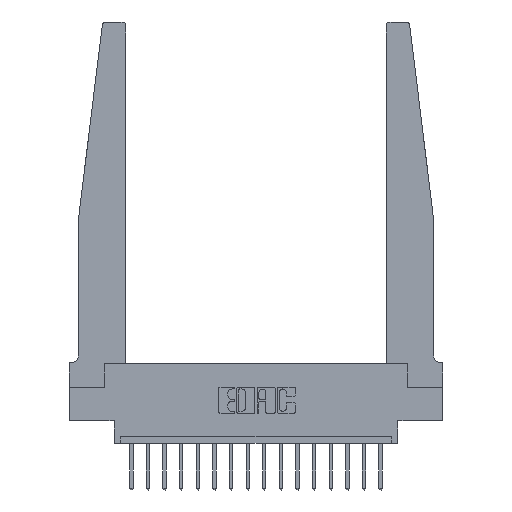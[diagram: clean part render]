
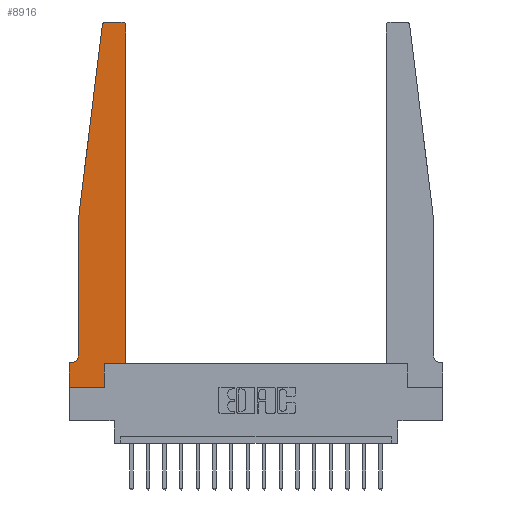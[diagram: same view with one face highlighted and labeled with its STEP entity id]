
A CAD part, top view. The second image highlights one B-rep face of the part: STEP entity #8916.
In plain terms, the highlighted planar face has unit normal (0, 0, 1).
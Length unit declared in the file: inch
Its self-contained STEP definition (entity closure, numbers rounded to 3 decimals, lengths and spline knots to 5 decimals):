
#31 = EDGE_CURVE ( 'NONE', #11316, #1268, #443, .T. ) ;
#436 = AXIS2_PLACEMENT_3D ( 'NONE', #7531, #17358, #8931 ) ;
#443 = LINE ( 'NONE', #12071, #4233 ) ;
#632 = CARTESIAN_POINT ( 'NONE',  ( 0.065, 0.2375, 0.37 ) ) ;
#1246 = DIRECTION ( 'NONE',  ( 1., 0., 0. ) ) ;
#1251 = LINE ( 'NONE', #13940, #10141 ) ;
#1268 = VERTEX_POINT ( 'NONE', #16215 ) ;
#1431 = VERTEX_POINT ( 'NONE', #632 ) ;
#1487 = CARTESIAN_POINT ( 'NONE',  ( 0.065, 0.1875, 0.37 ) ) ;
#1531 = CARTESIAN_POINT ( 'NONE',  ( 0.25, 2.75, 0.37 ) ) ;
#1539 = CIRCLE ( 'NONE', #1737, 0.03 ) ;
#1737 = AXIS2_PLACEMENT_3D ( 'NONE', #16769, #3997, #1246 ) ;
#2024 = LINE ( 'NONE', #1487, #16179 ) ;
#2280 = DIRECTION ( 'NONE',  ( 1., 0., 0. ) ) ;
#2368 = LINE ( 'NONE', #6239, #10579 ) ;
#2590 = VERTEX_POINT ( 'NONE', #8290 ) ;
#3049 = EDGE_CURVE ( 'NONE', #1268, #11230, #1251, .T. ) ;
#3165 = LINE ( 'NONE', #18089, #11595 ) ;
#3248 = EDGE_CURVE ( 'NONE', #2590, #15649, #7512, .T. ) ;
#3328 = CARTESIAN_POINT ( 'NONE',  ( 0., 0.1875, 0.37 ) ) ;
#3544 = DIRECTION ( 'NONE',  ( 0., -1., 0. ) ) ;
#3604 = CARTESIAN_POINT ( 'NONE',  ( 0., 0., 0.37 ) ) ;
#3703 = CARTESIAN_POINT ( 'NONE',  ( 0.065, 1.25, 0.37 ) ) ;
#3975 = LINE ( 'NONE', #13907, #13493 ) ;
#3997 = DIRECTION ( 'NONE',  ( 0., 0., 1. ) ) ;
#4092 = ORIENTED_EDGE ( 'NONE', *, *, #7993, .T. ) ;
#4120 = ORIENTED_EDGE ( 'NONE', *, *, #16140, .T. ) ;
#4175 = CARTESIAN_POINT ( 'NONE',  ( 0.015, 0.2375, 0.37 ) ) ;
#4233 = VECTOR ( 'NONE', #13647, 39.37008 ) ;
#4271 = DIRECTION ( 'NONE',  ( 0., 1., 0. ) ) ;
#4415 = ORIENTED_EDGE ( 'NONE', *, *, #14704, .T. ) ;
#4454 = CIRCLE ( 'NONE', #5428, 0.05 ) ;
#5290 = VERTEX_POINT ( 'NONE', #17812 ) ;
#5428 = AXIS2_PLACEMENT_3D ( 'NONE', #4175, #15580, #18134 ) ;
#5820 = CARTESIAN_POINT ( 'NONE',  ( 0.2605, 0.18, 0.37 ) ) ;
#5939 = ORIENTED_EDGE ( 'NONE', *, *, #31, .T. ) ;
#6025 = LINE ( 'NONE', #15061, #16180 ) ;
#6239 = CARTESIAN_POINT ( 'NONE',  ( 0.065, 1.25, 0.37 ) ) ;
#6437 = DIRECTION ( 'NONE',  ( 0., 0., 1. ) ) ;
#6562 = AXIS2_PLACEMENT_3D ( 'NONE', #9462, #6437, #2280 ) ;
#6951 = EDGE_CURVE ( 'NONE', #17687, #10400, #6025, .T. ) ;
#7128 = EDGE_CURVE ( 'NONE', #1431, #11289, #4454, .T. ) ;
#7446 = ORIENTED_EDGE ( 'NONE', *, *, #16833, .T. ) ;
#7497 = ORIENTED_EDGE ( 'NONE', *, *, #17050, .T. ) ;
#7512 = CIRCLE ( 'NONE', #6562, 0.03 ) ;
#7531 = CARTESIAN_POINT ( 'NONE',  ( 0., 0.1875, 0.37 ) ) ;
#7993 = EDGE_CURVE ( 'NONE', #5290, #11316, #3975, .T. ) ;
#8163 = LINE ( 'NONE', #3604, #8360 ) ;
#8290 = CARTESIAN_POINT ( 'NONE',  ( 0.27653, 2.75, 0.37 ) ) ;
#8299 = DIRECTION ( 'NONE',  ( 0., 1., 0. ) ) ;
#8360 = VECTOR ( 'NONE', #12347, 39.37008 ) ;
#8370 = CARTESIAN_POINT ( 'NONE',  ( 0.24675, 2.72367, 0.37 ) ) ;
#8782 = DIRECTION ( 'NONE',  ( -1., 0., 0. ) ) ;
#8803 = CARTESIAN_POINT ( 'NONE',  ( 0., 0., 0.37 ) ) ;
#8847 = LINE ( 'NONE', #1531, #13695 ) ;
#8876 = PLANE ( 'NONE',  #436 ) ;
#8916 = ADVANCED_FACE ( 'NONE', ( #16745 ), #8876, .T. ) ;
#8931 = DIRECTION ( 'NONE',  ( 1., 0., 0. ) ) ;
#9462 = CARTESIAN_POINT ( 'NONE',  ( 0.27653, 2.72, 0.37 ) ) ;
#10116 = ORIENTED_EDGE ( 'NONE', *, *, #6951, .T. ) ;
#10141 = VECTOR ( 'NONE', #4271, 39.37008 ) ;
#10400 = VERTEX_POINT ( 'NONE', #8803 ) ;
#10579 = VECTOR ( 'NONE', #13040, 39.37008 ) ;
#10851 = EDGE_CURVE ( 'NONE', #10400, #5290, #8163, .T. ) ;
#11230 = VERTEX_POINT ( 'NONE', #14244 ) ;
#11289 = VERTEX_POINT ( 'NONE', #14117 ) ;
#11316 = VERTEX_POINT ( 'NONE', #5820 ) ;
#11349 = ORIENTED_EDGE ( 'NONE', *, *, #7128, .T. ) ;
#11595 = VECTOR ( 'NONE', #18222, 39.37008 ) ;
#12033 = ORIENTED_EDGE ( 'NONE', *, *, #13870, .T. ) ;
#12071 = CARTESIAN_POINT ( 'NONE',  ( 0.425, 0.18, 0.37 ) ) ;
#12287 = CARTESIAN_POINT ( 'NONE',  ( 0.395, 2.75, 0.37 ) ) ;
#12347 = DIRECTION ( 'NONE',  ( 1., 0., 0. ) ) ;
#13040 = DIRECTION ( 'NONE',  ( 0., -1., 0. ) ) ;
#13150 = VERTEX_POINT ( 'NONE', #12287 ) ;
#13493 = VECTOR ( 'NONE', #8299, 39.37008 ) ;
#13647 = DIRECTION ( 'NONE',  ( 1., 0., 0. ) ) ;
#13695 = VECTOR ( 'NONE', #8782, 39.37008 ) ;
#13870 = EDGE_CURVE ( 'NONE', #15649, #15055, #3165, .T. ) ;
#13907 = CARTESIAN_POINT ( 'NONE',  ( 0.2605, 0.18, 0.37 ) ) ;
#13940 = CARTESIAN_POINT ( 'NONE',  ( 0.425, 0.18, 0.37 ) ) ;
#14117 = CARTESIAN_POINT ( 'NONE',  ( 0.015, 0.1875, 0.37 ) ) ;
#14173 = DIRECTION ( 'NONE',  ( -1., 0., 0. ) ) ;
#14244 = CARTESIAN_POINT ( 'NONE',  ( 0.425, 2.72, 0.37 ) ) ;
#14704 = EDGE_CURVE ( 'NONE', #11289, #17687, #2024, .T. ) ;
#14767 = ORIENTED_EDGE ( 'NONE', *, *, #3049, .T. ) ;
#15055 = VERTEX_POINT ( 'NONE', #3703 ) ;
#15061 = CARTESIAN_POINT ( 'NONE',  ( 0., 0., 0.37 ) ) ;
#15147 = ORIENTED_EDGE ( 'NONE', *, *, #10851, .T. ) ;
#15580 = DIRECTION ( 'NONE',  ( 0., 0., -1. ) ) ;
#15649 = VERTEX_POINT ( 'NONE', #8370 ) ;
#16140 = EDGE_CURVE ( 'NONE', #13150, #2590, #8847, .T. ) ;
#16179 = VECTOR ( 'NONE', #14173, 39.37008 ) ;
#16180 = VECTOR ( 'NONE', #3544, 39.37008 ) ;
#16215 = CARTESIAN_POINT ( 'NONE',  ( 0.425, 0.18, 0.37 ) ) ;
#16745 = FACE_OUTER_BOUND ( 'NONE', #18151, .T. ) ;
#16769 = CARTESIAN_POINT ( 'NONE',  ( 0.395, 2.72, 0.37 ) ) ;
#16833 = EDGE_CURVE ( 'NONE', #15055, #1431, #2368, .T. ) ;
#17050 = EDGE_CURVE ( 'NONE', #11230, #13150, #1539, .T. ) ;
#17358 = DIRECTION ( 'NONE',  ( 0., 0., 1. ) ) ;
#17687 = VERTEX_POINT ( 'NONE', #3328 ) ;
#17812 = CARTESIAN_POINT ( 'NONE',  ( 0.2605, 0., 0.37 ) ) ;
#18068 = ORIENTED_EDGE ( 'NONE', *, *, #3248, .T. ) ;
#18089 = CARTESIAN_POINT ( 'NONE',  ( 0.065, 1.25, 0.37 ) ) ;
#18134 = DIRECTION ( 'NONE',  ( -1., 0., 0. ) ) ;
#18151 = EDGE_LOOP ( 'NONE', ( #4120, #18068, #12033, #7446, #11349, #4415, #10116, #15147, #4092, #5939, #14767, #7497 ) ) ;
#18222 = DIRECTION ( 'NONE',  ( -0.122, -0.992, 0. ) ) ;
